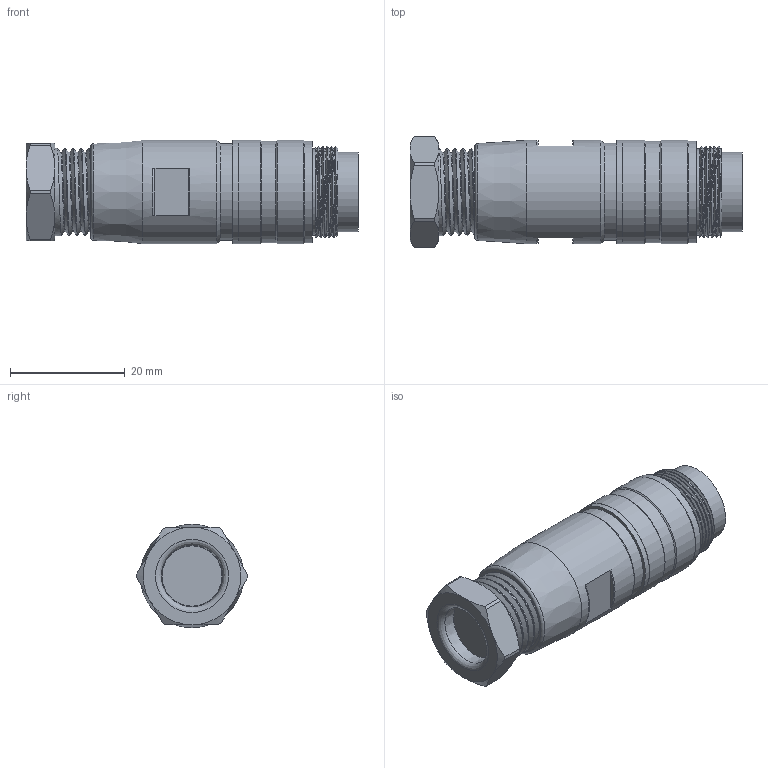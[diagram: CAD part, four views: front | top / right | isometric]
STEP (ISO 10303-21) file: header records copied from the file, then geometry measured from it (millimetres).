
FILE_DESCRIPTION(/* description */ (''),/* implementation_level */ '2;1');
FILE_NAME(/* name */ 'c091 31h008 101 2nxc001-01.stp',/* time_stamp */ '2019-07-08T14:06:26+02:00',/* author */ (''),/* organization */ (''),/* preprocessor_version */ 'ST-DEVELOPER v16.7',/* originating_system */ 'SIEMENS PLM Software NX 12.0',/* authorisation */ '');
FILE_SCHEMA (('AUTOMOTIVE_DESIGN { 1 0 10303 214 3 1 1 1 }'));
Length unit declared in the file: millimetre
Products named in the file (1): c091 31h008 101 2nxc001-01
Bounding box: 57.8 x 19.3 x 18 mm (x, y, z)
Volume: 12022.1 mm3; surface area: 4719.8 mm2
Topology: 1 solids, 1 shells, 167 faces, 398 edges, 255 vertices
Faces by surface type: cylinder 51, plane 50, bspline 36, cone 27, torus 3
Full cylindrical faces by diameter (mm): 1.475 x8, 1.5 x8, 1.82 x8, 13.8 x1, 15 x1, 16.9 x1, 17.6 x2, 17.96 x1, 18 x3
Entity records: 6812 total; most frequent: CARTESIAN_POINT 3135, DIRECTION 623, ORIENTED_EDGE 584, EDGE_CURVE 292, AXIS2_PLACEMENT_3D 283, EDGE_LOOP 269, VERTEX_POINT 225, FACE_BOUND 195
